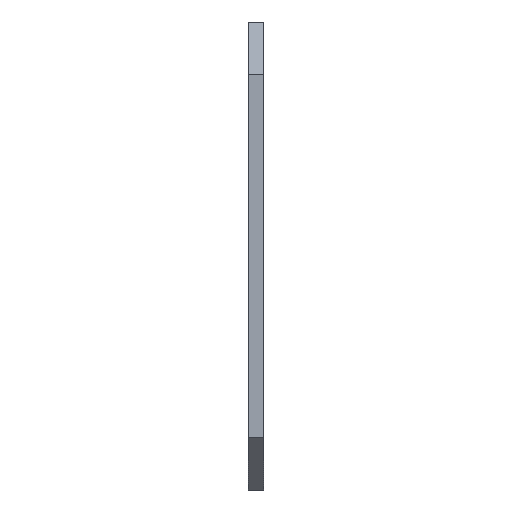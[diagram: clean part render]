
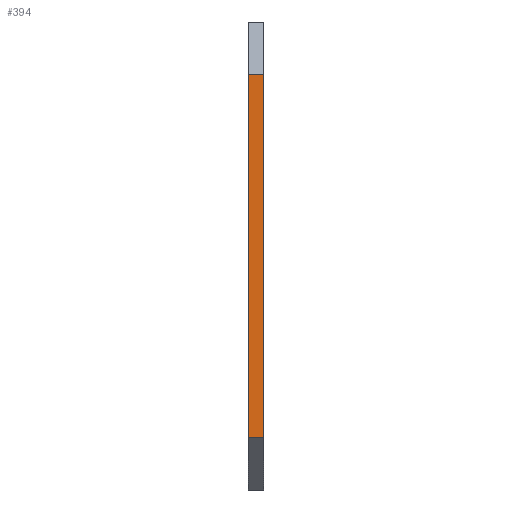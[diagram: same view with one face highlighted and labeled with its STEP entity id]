
A CAD part, left-side view. The second image highlights one B-rep face of the part: STEP entity #394.
In plain terms, the highlighted planar face has unit normal (-1, 0, 0).
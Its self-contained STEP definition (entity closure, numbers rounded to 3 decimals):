
#1 = VECTOR ( 'NONE', #100, 1000. ) ;
#23 = CARTESIAN_POINT ( 'NONE',  ( 0., 3., -80. ) ) ;
#50 = PLANE ( 'NONE',  #580 ) ;
#55 = CARTESIAN_POINT ( 'NONE',  ( 0., 3., -10. ) ) ;
#72 = ORIENTED_EDGE ( 'NONE', *, *, #214, .T. ) ;
#100 = DIRECTION ( 'NONE',  ( 0., 1., 0. ) ) ;
#122 = CARTESIAN_POINT ( 'NONE',  ( 0., 0., -80. ) ) ;
#147 = DIRECTION ( 'NONE',  ( 0., -1., 0. ) ) ;
#174 = LINE ( 'NONE', #723, #1 ) ;
#175 = DIRECTION ( 'NONE',  ( 0., 0., -1. ) ) ;
#176 = VERTEX_POINT ( 'NONE', #526 ) ;
#214 = EDGE_CURVE ( 'NONE', #176, #671, #669, .T. ) ;
#260 = EDGE_CURVE ( 'NONE', #401, #355, #174, .T. ) ;
#325 = EDGE_CURVE ( 'NONE', #176, #355, #468, .T. ) ;
#355 = VERTEX_POINT ( 'NONE', #55 ) ;
#391 = CARTESIAN_POINT ( 'NONE',  ( 0., 0., -90. ) ) ;
#394 = ADVANCED_FACE ( 'NONE', ( #501 ), #50, .F. ) ;
#401 = VERTEX_POINT ( 'NONE', #548 ) ;
#419 = DIRECTION ( 'NONE',  ( 0., 0., 1. ) ) ;
#434 = CARTESIAN_POINT ( 'NONE',  ( 0., 3., -90. ) ) ;
#468 = LINE ( 'NONE', #541, #524 ) ;
#489 = ORIENTED_EDGE ( 'NONE', *, *, #260, .T. ) ;
#492 = VECTOR ( 'NONE', #578, 1000. ) ;
#501 = FACE_OUTER_BOUND ( 'NONE', #702, .T. ) ;
#524 = VECTOR ( 'NONE', #419, 1000. ) ;
#526 = CARTESIAN_POINT ( 'NONE',  ( 0., 3., -80. ) ) ;
#535 = ORIENTED_EDGE ( 'NONE', *, *, #325, .F. ) ;
#541 = CARTESIAN_POINT ( 'NONE',  ( 0., 3., -90. ) ) ;
#548 = CARTESIAN_POINT ( 'NONE',  ( 0., 0., -10. ) ) ;
#578 = DIRECTION ( 'NONE',  ( 0., 0., 1. ) ) ;
#580 = AXIS2_PLACEMENT_3D ( 'NONE', #434, #746, #175 ) ;
#634 = LINE ( 'NONE', #391, #492 ) ;
#669 = LINE ( 'NONE', #23, #740 ) ;
#671 = VERTEX_POINT ( 'NONE', #122 ) ;
#700 = ORIENTED_EDGE ( 'NONE', *, *, #803, .T. ) ;
#702 = EDGE_LOOP ( 'NONE', ( #700, #489, #535, #72 ) ) ;
#723 = CARTESIAN_POINT ( 'NONE',  ( 0., 3., -10. ) ) ;
#740 = VECTOR ( 'NONE', #147, 1000. ) ;
#746 = DIRECTION ( 'NONE',  ( 1., 0., 0. ) ) ;
#803 = EDGE_CURVE ( 'NONE', #671, #401, #634, .T. ) ;
